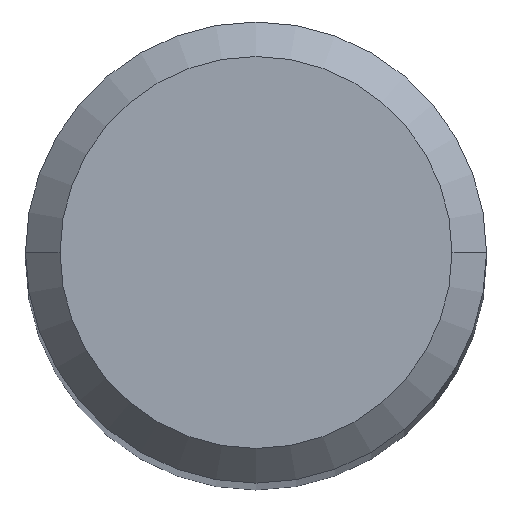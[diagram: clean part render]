
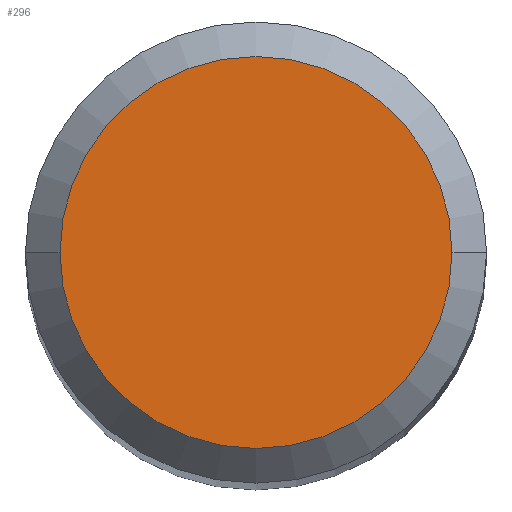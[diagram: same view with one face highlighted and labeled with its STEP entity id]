
A CAD part, top view. The second image highlights one B-rep face of the part: STEP entity #296.
In plain terms, the highlighted planar face has unit normal (0, 0, 1).
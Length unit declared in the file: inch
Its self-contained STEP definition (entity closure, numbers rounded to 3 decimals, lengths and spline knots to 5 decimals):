
#38 = AXIS2_PLACEMENT_3D ( 'NONE', #78, #350, #401 ) ;
#44 = EDGE_LOOP ( 'NONE', ( #454, #416 ) ) ;
#71 = CARTESIAN_POINT ( 'NONE',  ( 0., 0., 0. ) ) ;
#78 = CARTESIAN_POINT ( 'NONE',  ( 0., 0., 0. ) ) ;
#80 = DIRECTION ( 'NONE',  ( 1., 0., 0. ) ) ;
#129 = CIRCLE ( 'NONE', #555, 0.05312 ) ;
#160 = CARTESIAN_POINT ( 'NONE',  ( 0., 0., 0. ) ) ;
#204 = CARTESIAN_POINT ( 'NONE',  ( -0.05312, 0., 0. ) ) ;
#208 = DIRECTION ( 'NONE',  ( 0., 0., 1. ) ) ;
#212 = FACE_OUTER_BOUND ( 'NONE', #44, .T. ) ;
#220 = VERTEX_POINT ( 'NONE', #204 ) ;
#229 = EDGE_CURVE ( 'NONE', #316, #220, #386, .T. ) ;
#260 = DIRECTION ( 'NONE',  ( 0., 0., 1. ) ) ;
#296 = ADVANCED_FACE ( 'NONE', ( #212 ), #312, .F. ) ;
#312 = PLANE ( 'NONE',  #38 ) ;
#316 = VERTEX_POINT ( 'NONE', #365 ) ;
#348 = AXIS2_PLACEMENT_3D ( 'NONE', #160, #208, #80 ) ;
#350 = DIRECTION ( 'NONE',  ( 0., 0., -1. ) ) ;
#356 = EDGE_CURVE ( 'NONE', #220, #316, #129, .T. ) ;
#365 = CARTESIAN_POINT ( 'NONE',  ( 0.05312, 0., 0. ) ) ;
#386 = CIRCLE ( 'NONE', #348, 0.05312 ) ;
#401 = DIRECTION ( 'NONE',  ( -1., 0., 0. ) ) ;
#416 = ORIENTED_EDGE ( 'NONE', *, *, #229, .T. ) ;
#438 = DIRECTION ( 'NONE',  ( 1., 0., 0. ) ) ;
#454 = ORIENTED_EDGE ( 'NONE', *, *, #356, .T. ) ;
#555 = AXIS2_PLACEMENT_3D ( 'NONE', #71, #260, #438 ) ;
